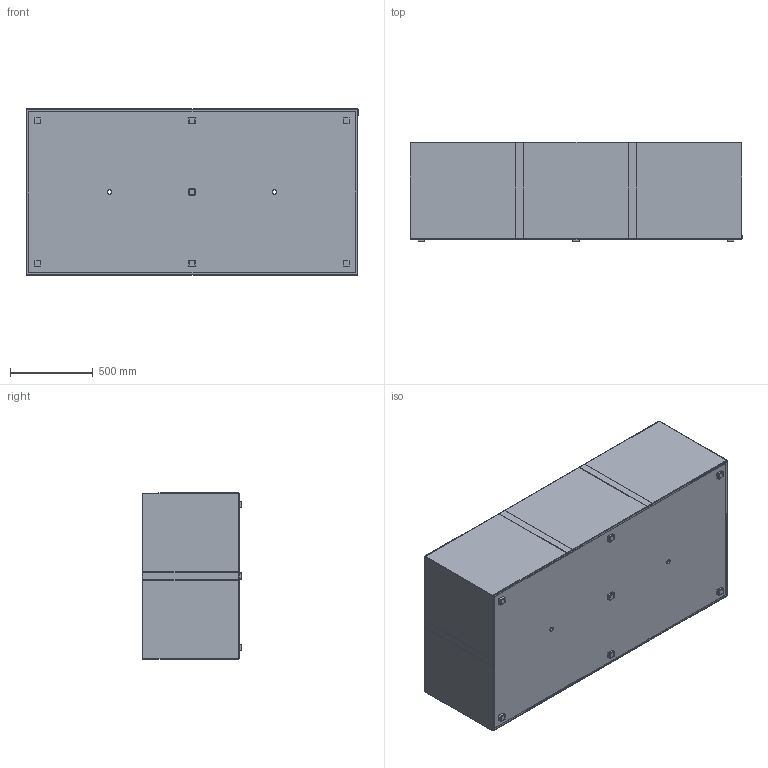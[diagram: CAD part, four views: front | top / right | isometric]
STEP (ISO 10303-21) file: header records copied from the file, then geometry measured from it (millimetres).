
FILE_DESCRIPTION (( 'STEP AP203' ), '1' );
FILE_NAME ('CA20.1 .step', '2021-09-14T09:05:45', ( '' ), ( '' ), 'SwSTEP 2.0', 'SolidWorks 2021', '' );
FILE_SCHEMA (( 'CONFIG_CONTROL_DESIGN' ));
Length unit declared in the file: millimetre
Products named in the file (6): CA20.1 ; CA20.1  feet; CA20.1  wall 1; CA20.1 Bottom; CA20.1  wall 2; CA20.1 Reinforcement
Assembly tree (18 placements, depth 2):
  CA20.1 
    CA20.1 Bottom
    CA20.1 Reinforcement  x6
    CA20.1  feet  x7
    CA20.1  wall 1  x2
    CA20.1  wall 2  x2
Bounding box: 2000 x 600 x 1000 mm (x, y, z)
Volume: 12428550.4 mm3; surface area: 12494348.3 mm2
Topology: 18 solids, 18 shells, 564 faces, 1168 edges, 640 vertices
Faces by surface type: plane 376, cylinder 108, bspline 80
Entity records: 5506 total; most frequent: CARTESIAN_POINT 1591, ORIENTED_EDGE 612, DIRECTION 572, EDGE_CURVE 306, LINE 250, VECTOR 250, VERTEX_POINT 172, AXIS2_PLACEMENT_3D 161
